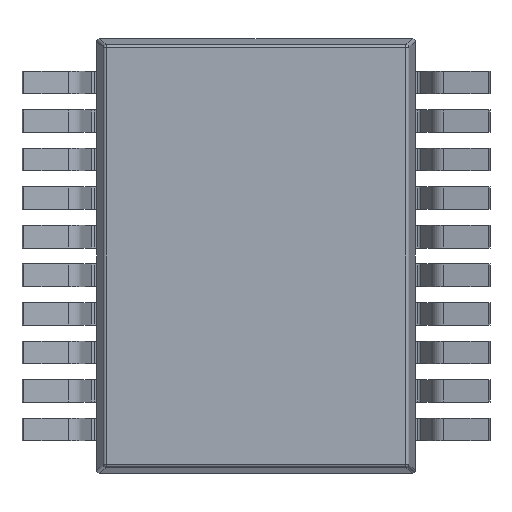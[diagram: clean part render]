
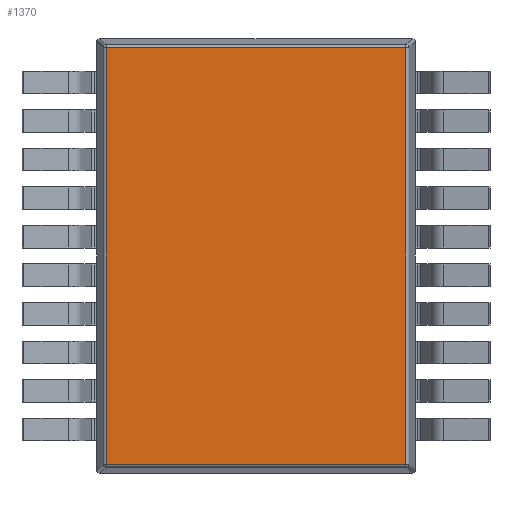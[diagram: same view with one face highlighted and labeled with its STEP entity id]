
A CAD part, front view. The second image highlights one B-rep face of the part: STEP entity #1370.
In plain terms, the highlighted planar face has unit normal (0, -1, 0).
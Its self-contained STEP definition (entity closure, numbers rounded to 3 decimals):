
#1325 = ORIENTED_EDGE ( 'NONE', *, *, #1368, .T. ) ;
#1335 = ORIENTED_EDGE ( 'NONE', *, *, #1359, .T. ) ;
#1336 = EDGE_CURVE ( 'NONE', #1377, #1373, #7869, .T. ) ;
#1339 = EDGE_LOOP ( 'NONE', ( #1360, #1335, #1379, #1325 ) ) ;
#1357 = EDGE_CURVE ( 'NONE', #1376, #1378, #7900, .T. ) ;
#1359 = EDGE_CURVE ( 'NONE', #1378, #1377, #7914, .T. ) ;
#1360 = ORIENTED_EDGE ( 'NONE', *, *, #1357, .T. ) ;
#1368 = EDGE_CURVE ( 'NONE', #1373, #1376, #7951, .T. ) ;
#1370 = ADVANCED_FACE ( 'NONE', ( #7952 ), #7908, .T. ) ;
#1373 = VERTEX_POINT ( 'NONE', #8017 ) ;
#1376 = VERTEX_POINT ( 'NONE', #8022 ) ;
#1377 = VERTEX_POINT ( 'NONE', #8021 ) ;
#1378 = VERTEX_POINT ( 'NONE', #7959 ) ;
#1379 = ORIENTED_EDGE ( 'NONE', *, *, #1336, .T. ) ;
#7831 = CARTESIAN_POINT ( 'NONE',  ( -2.53, -0.001, -0.65 ) ) ;
#7868 = VECTOR ( 'NONE', #7876, 1000. ) ;
#7869 = LINE ( 'NONE', #7831, #7868 ) ;
#7876 = DIRECTION ( 'NONE',  ( 0., 0., -1. ) ) ;
#7900 = LINE ( 'NONE', #7920, #7919 ) ;
#7908 = PLANE ( 'NONE',  #7988 ) ;
#7912 = DIRECTION ( 'NONE',  ( -1., 0., 0. ) ) ;
#7913 = VECTOR ( 'NONE', #7912, 1000. ) ;
#7914 = LINE ( 'NONE', #7922, #7913 ) ;
#7918 = DIRECTION ( 'NONE',  ( 0., 0., 1. ) ) ;
#7919 = VECTOR ( 'NONE', #7918, 1000. ) ;
#7920 = CARTESIAN_POINT ( 'NONE',  ( 2.53, -0.001, -0.65 ) ) ;
#7922 = CARTESIAN_POINT ( 'NONE',  ( -2.573, -0.001, 3.517 ) ) ;
#7947 = DIRECTION ( 'NONE',  ( 1., 0., 0. ) ) ;
#7948 = VECTOR ( 'NONE', #7947, 1000. ) ;
#7949 = CARTESIAN_POINT ( 'NONE',  ( 2.573, -0.001, -3.517 ) ) ;
#7951 = LINE ( 'NONE', #7949, #7948 ) ;
#7952 = FACE_OUTER_BOUND ( 'NONE', #1339, .T. ) ;
#7959 = CARTESIAN_POINT ( 'NONE',  ( 2.53, -0.001, 3.517 ) ) ;
#7985 = DIRECTION ( 'NONE',  ( 1., 0., 0. ) ) ;
#7986 = DIRECTION ( 'NONE',  ( 0., -1., 0. ) ) ;
#7987 = CARTESIAN_POINT ( 'NONE',  ( -2.573, -0.001, -0.65 ) ) ;
#7988 = AXIS2_PLACEMENT_3D ( 'NONE', #7987, #7986, #7985 ) ;
#8017 = CARTESIAN_POINT ( 'NONE',  ( -2.53, -0.001, -3.517 ) ) ;
#8021 = CARTESIAN_POINT ( 'NONE',  ( -2.53, -0.001, 3.517 ) ) ;
#8022 = CARTESIAN_POINT ( 'NONE',  ( 2.53, -0.001, -3.517 ) ) ;
